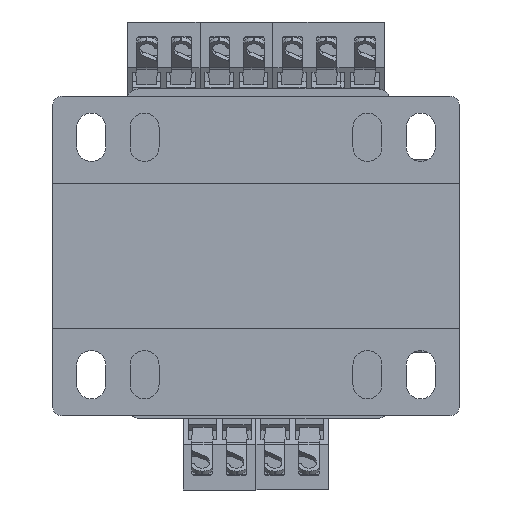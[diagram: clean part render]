
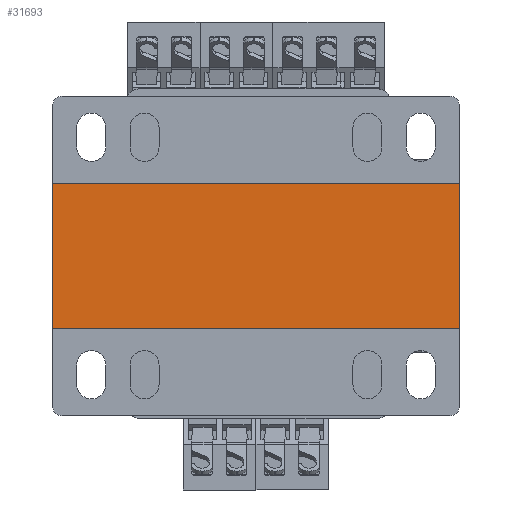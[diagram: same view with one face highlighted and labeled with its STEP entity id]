
A CAD part, front view. The second image highlights one B-rep face of the part: STEP entity #31693.
In plain terms, the highlighted face is planar.
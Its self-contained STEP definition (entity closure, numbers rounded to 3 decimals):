
#253 = CARTESIAN_POINT ( 'NONE',  ( 84., 0., 30. ) ) ;
#3832 = CARTESIAN_POINT ( 'NONE',  ( 0., 0., 30. ) ) ;
#3835 = VECTOR ( 'NONE', #37242, 1000. ) ;
#4588 = LINE ( 'NONE', #25961, #22826 ) ;
#4712 = VERTEX_POINT ( 'NONE', #29874 ) ;
#5739 = VERTEX_POINT ( 'NONE', #19092 ) ;
#6298 = CARTESIAN_POINT ( 'NONE',  ( 0., 0., 30. ) ) ;
#7634 = AXIS2_PLACEMENT_3D ( 'NONE', #11323, #23736, #33096 ) ;
#10421 = VERTEX_POINT ( 'NONE', #11369 ) ;
#11323 = CARTESIAN_POINT ( 'NONE',  ( 0., 0., 30. ) ) ;
#11369 = CARTESIAN_POINT ( 'NONE',  ( 0., 0., 0. ) ) ;
#12421 = CARTESIAN_POINT ( 'NONE',  ( 0., 0., 0. ) ) ;
#12757 = VERTEX_POINT ( 'NONE', #253 ) ;
#12996 = LINE ( 'NONE', #3832, #27249 ) ;
#13953 = FACE_OUTER_BOUND ( 'NONE', #32942, .T. ) ;
#16312 = EDGE_CURVE ( 'NONE', #12757, #5739, #30938, .T. ) ;
#16365 = EDGE_CURVE ( 'NONE', #5739, #10421, #12996, .T. ) ;
#18864 = EDGE_CURVE ( 'NONE', #4712, #10421, #24844, .T. ) ;
#18894 = ORIENTED_EDGE ( 'NONE', *, *, #25870, .T. ) ;
#19092 = CARTESIAN_POINT ( 'NONE',  ( 0., 0., 30. ) ) ;
#20475 = PLANE ( 'NONE',  #7634 ) ;
#22153 = DIRECTION ( 'NONE',  ( 0., 0., -1. ) ) ;
#22826 = VECTOR ( 'NONE', #22153, 1000. ) ;
#23736 = DIRECTION ( 'NONE',  ( 0., -1., 0. ) ) ;
#24844 = LINE ( 'NONE', #12421, #31827 ) ;
#25870 = EDGE_CURVE ( 'NONE', #12757, #4712, #4588, .T. ) ;
#25961 = CARTESIAN_POINT ( 'NONE',  ( 84., 0., 30. ) ) ;
#26583 = ORIENTED_EDGE ( 'NONE', *, *, #16365, .F. ) ;
#26714 = ORIENTED_EDGE ( 'NONE', *, *, #18864, .T. ) ;
#27249 = VECTOR ( 'NONE', #37840, 1000. ) ;
#29874 = CARTESIAN_POINT ( 'NONE',  ( 84., 0., 0. ) ) ;
#30938 = LINE ( 'NONE', #6298, #3835 ) ;
#31693 = ADVANCED_FACE ( 'NONE', ( #13953 ), #20475, .F. ) ;
#31827 = VECTOR ( 'NONE', #34596, 1000. ) ;
#32942 = EDGE_LOOP ( 'NONE', ( #26714, #26583, #38196, #18894 ) ) ;
#33096 = DIRECTION ( 'NONE',  ( 1., 0., 0. ) ) ;
#34596 = DIRECTION ( 'NONE',  ( -1., 0., 0. ) ) ;
#37242 = DIRECTION ( 'NONE',  ( -1., 0., 0. ) ) ;
#37840 = DIRECTION ( 'NONE',  ( 0., 0., -1. ) ) ;
#38196 = ORIENTED_EDGE ( 'NONE', *, *, #16312, .F. ) ;
